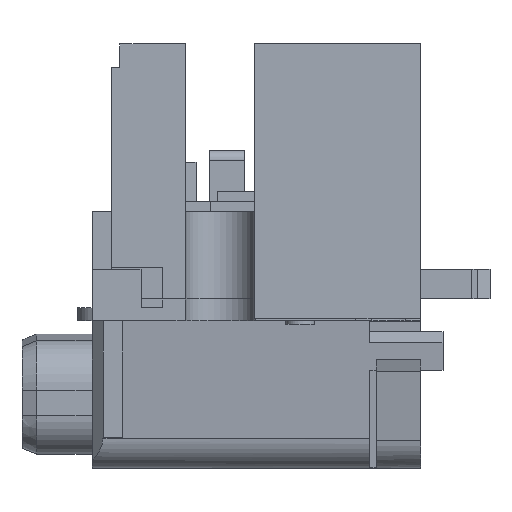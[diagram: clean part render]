
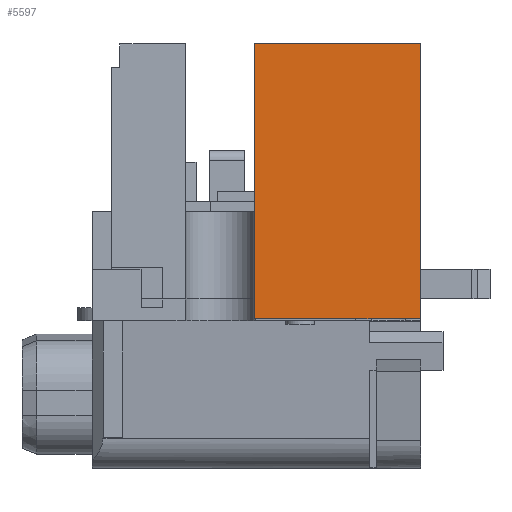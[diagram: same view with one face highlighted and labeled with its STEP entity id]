
A CAD part, front view. The second image highlights one B-rep face of the part: STEP entity #5597.
In plain terms, the highlighted planar face has unit normal (0, -1, 0).
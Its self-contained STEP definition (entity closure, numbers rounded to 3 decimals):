
#5597=ADVANCED_FACE('137',(#7511),#6579,.T.);
#6579=PLANE('',#25047);
#7511=FACE_OUTER_BOUND('',#8529,.T.);
#8529=EDGE_LOOP('',(#11017,#11018,#11019,#11020));
#11017=ORIENTED_EDGE('',*,*,#17390,.F.);
#11018=ORIENTED_EDGE('',*,*,#17266,.T.);
#11019=ORIENTED_EDGE('',*,*,#17392,.T.);
#11020=ORIENTED_EDGE('',*,*,#17306,.F.);
#15294=VERTEX_POINT('',#32315);
#15296=VERTEX_POINT('',#32318);
#15322=VERTEX_POINT('',#32393);
#15325=VERTEX_POINT('',#32398);
#17266=EDGE_CURVE('',#15296,#15294,#19772,.T.);
#17306=EDGE_CURVE('',#15325,#15322,#19810,.T.);
#17390=EDGE_CURVE('',#15296,#15325,#19890,.T.);
#17392=EDGE_CURVE('',#15294,#15322,#19892,.T.);
#19772=LINE('',#32317,#22135);
#19810=LINE('',#32399,#22173);
#19890=LINE('',#32568,#22253);
#19892=LINE('',#32571,#22255);
#22135=VECTOR('',#27276,1.);
#22173=VECTOR('',#27342,1.);
#22253=VECTOR('',#27492,1.);
#22255=VECTOR('',#27496,1.);
#25047=AXIS2_PLACEMENT_3D('',#32572,#27497,#27498);
#27276=DIRECTION('',(-1.,0.,0.));
#27342=DIRECTION('',(-1.,0.,0.));
#27492=DIRECTION('',(0.,0.,-1.));
#27496=DIRECTION('',(0.,0.,-1.));
#27497=DIRECTION('',(0.,-1.,0.));
#27498=DIRECTION('',(0.,0.,-1.));
#32315=CARTESIAN_POINT('',(-22.45,-65.,14.7));
#32317=CARTESIAN_POINT('',(0.22,-65.,14.7));
#32318=CARTESIAN_POINT('',(0.22,-65.,14.7));
#32393=CARTESIAN_POINT('',(-22.45,-65.,-23.));
#32398=CARTESIAN_POINT('',(0.22,-65.,-23.));
#32399=CARTESIAN_POINT('',(0.22,-65.,-23.));
#32568=CARTESIAN_POINT('',(0.22,-65.,-3.25));
#32571=CARTESIAN_POINT('',(-22.45,-65.,32.5));
#32572=CARTESIAN_POINT('',(22.45,-65.,32.5));
